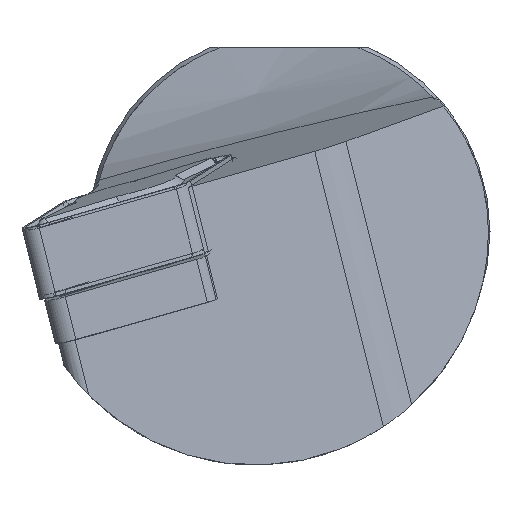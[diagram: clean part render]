
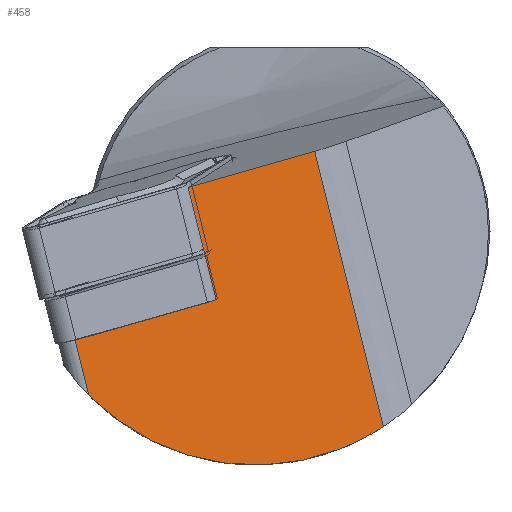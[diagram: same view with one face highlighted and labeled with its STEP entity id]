
A CAD part, left-side view. The second image highlights one B-rep face of the part: STEP entity #458.
In plain terms, the highlighted planar face has unit normal (-0.949, -0.316, -0.024).
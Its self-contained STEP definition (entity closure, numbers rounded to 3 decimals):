
#447=ELLIPSE('',#1831,15.287,14.5);
#458=ADVANCED_FACE('',(#582),#539,.F.);
#539=PLANE('',#1832);
#582=FACE_OUTER_BOUND('',#658,.T.);
#658=EDGE_LOOP('',(#1014,#1015,#1016,#1017,#1018,#1019,#1020));
#739=LINE('',#2396,#854);
#751=LINE('',#2422,#866);
#754=LINE('',#2427,#869);
#760=LINE('',#2479,#875);
#761=LINE('',#2481,#876);
#762=LINE('',#2485,#877);
#854=VECTOR('',#1976,1.);
#866=VECTOR('',#1996,1.);
#869=VECTOR('',#2001,1.);
#875=VECTOR('',#2023,1.);
#876=VECTOR('',#2024,1.);
#877=VECTOR('',#2027,1.);
#1014=ORIENTED_EDGE('',*,*,#1541,.F.);
#1015=ORIENTED_EDGE('',*,*,#1574,.F.);
#1016=ORIENTED_EDGE('',*,*,#1575,.F.);
#1017=ORIENTED_EDGE('',*,*,#1576,.T.);
#1018=ORIENTED_EDGE('',*,*,#1577,.T.);
#1019=ORIENTED_EDGE('',*,*,#1557,.F.);
#1020=ORIENTED_EDGE('',*,*,#1554,.T.);
#1398=VERTEX_POINT('',#2394);
#1400=VERTEX_POINT('',#2397);
#1410=VERTEX_POINT('',#2423);
#1411=VERTEX_POINT('',#2428);
#1426=VERTEX_POINT('',#2480);
#1427=VERTEX_POINT('',#2482);
#1428=VERTEX_POINT('',#2484);
#1541=EDGE_CURVE('',#1398,#1400,#739,.T.);
#1554=EDGE_CURVE('',#1410,#1400,#751,.T.);
#1557=EDGE_CURVE('',#1410,#1411,#754,.T.);
#1574=EDGE_CURVE('',#1426,#1398,#760,.T.);
#1575=EDGE_CURVE('',#1427,#1426,#761,.T.);
#1576=EDGE_CURVE('',#1427,#1428,#447,.T.);
#1577=EDGE_CURVE('',#1428,#1411,#762,.T.);
#1831=AXIS2_PLACEMENT_3D('',#2483,#2025,#2026);
#1832=AXIS2_PLACEMENT_3D('',#2486,#2028,#2029);
#1976=DIRECTION('',(0.299,-0.918,0.261));
#1996=DIRECTION('',(0.105,-0.241,-0.965));
#2001=DIRECTION('',(0.299,-0.918,0.261));
#2023=DIRECTION('',(0.299,-0.918,0.261));
#2024=DIRECTION('',(-0.105,0.241,0.965));
#2025=DIRECTION('',(-0.948,-0.316,-0.024));
#2026=DIRECTION('',(0.317,-0.946,-0.072));
#2027=DIRECTION('',(-0.105,0.241,0.965));
#2028=DIRECTION('',(0.948,0.316,0.024));
#2029=DIRECTION('',(0.316,-0.949,0.));
#2394=CARTESIAN_POINT('',(4.568,4.594,-4.226));
#2396=CARTESIAN_POINT('',(1.724,13.323,-6.71));
#2397=CARTESIAN_POINT('',(4.586,4.538,-4.21));
#2422=CARTESIAN_POINT('',(3.018,8.147,10.265));
#2423=CARTESIAN_POINT('',(3.83,6.28,2.777));
#2427=CARTESIAN_POINT('',(0.967,15.065,0.276));
#2428=CARTESIAN_POINT('',(6.396,-1.597,5.019));
#2479=CARTESIAN_POINT('',(1.724,13.323,-6.71));
#2480=CARTESIAN_POINT('',(1.724,13.323,-6.71));
#2481=CARTESIAN_POINT('',(6.162,3.107,-47.683));
#2482=CARTESIAN_POINT('',(2.095,12.469,-10.136));
#2483=CARTESIAN_POINT('',(5.292,2.1,0.));
#2484=CARTESIAN_POINT('',(8.252,-5.868,-12.114));
#2485=CARTESIAN_POINT('',(11.591,-13.554,-42.941));
#2486=CARTESIAN_POINT('',(6.162,3.107,-47.683));
